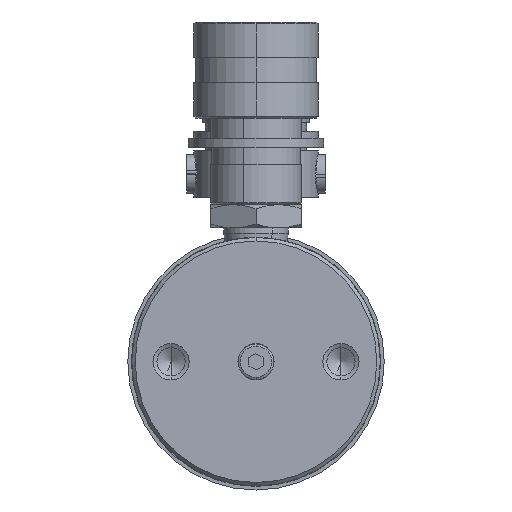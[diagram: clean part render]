
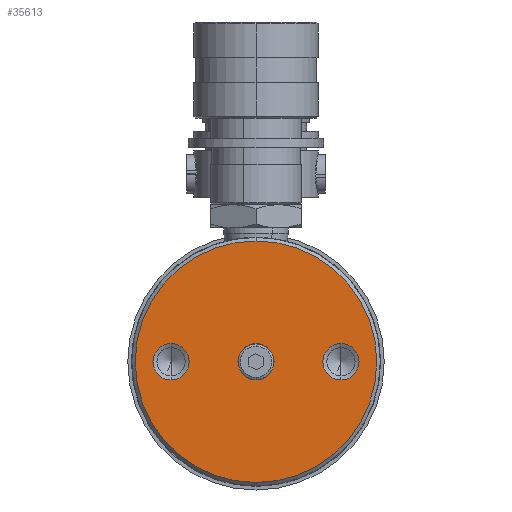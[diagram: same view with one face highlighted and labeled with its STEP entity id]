
A CAD part, front view. The second image highlights one B-rep face of the part: STEP entity #35613.
In plain terms, the highlighted planar face has unit normal (0, -1, 0).
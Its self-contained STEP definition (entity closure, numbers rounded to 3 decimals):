
#333 = DIRECTION ( 'NONE',  ( 0., -1., 0. ) ) ;
#393 = VERTEX_POINT ( 'NONE', #29758 ) ;
#3429 = CIRCLE ( 'NONE', #7288, 33.9 ) ;
#3684 = AXIS2_PLACEMENT_3D ( 'NONE', #16141, #47467, #20768 ) ;
#4915 = ORIENTED_EDGE ( 'NONE', *, *, #38516, .F. ) ;
#6003 = DIRECTION ( 'NONE',  ( 0., -1., 0. ) ) ;
#7288 = AXIS2_PLACEMENT_3D ( 'NONE', #7959, #39514, #12520 ) ;
#7959 = CARTESIAN_POINT ( 'NONE',  ( 0., 0., 0. ) ) ;
#8310 = CARTESIAN_POINT ( 'NONE',  ( -23.85, 0., 0. ) ) ;
#8669 = VERTEX_POINT ( 'NONE', #16794 ) ;
#9103 = DIRECTION ( 'NONE',  ( 0., -1., 0. ) ) ;
#9833 = CIRCLE ( 'NONE', #28547, 33.9 ) ;
#12520 = DIRECTION ( 'NONE',  ( 0., 0., 1. ) ) ;
#12570 = ORIENTED_EDGE ( 'NONE', *, *, #42068, .F. ) ;
#12875 = DIRECTION ( 'NONE',  ( 0., 0., -1. ) ) ;
#13412 = CARTESIAN_POINT ( 'NONE',  ( 23.85, 0., 0. ) ) ;
#13425 = VERTEX_POINT ( 'NONE', #42344 ) ;
#14860 = ORIENTED_EDGE ( 'NONE', *, *, #56838, .F. ) ;
#14870 = CARTESIAN_POINT ( 'NONE',  ( 23.85, 0., 0. ) ) ;
#15898 = VERTEX_POINT ( 'NONE', #18234 ) ;
#16109 = VERTEX_POINT ( 'NONE', #32325 ) ;
#16141 = CARTESIAN_POINT ( 'NONE',  ( -5.075, 0., 0. ) ) ;
#16772 = VERTEX_POINT ( 'NONE', #26845 ) ;
#16794 = CARTESIAN_POINT ( 'NONE',  ( -23.85, 0., -5.08 ) ) ;
#18000 = DIRECTION ( 'NONE',  ( 0., 0., -1. ) ) ;
#18209 = ORIENTED_EDGE ( 'NONE', *, *, #24768, .F. ) ;
#18234 = CARTESIAN_POINT ( 'NONE',  ( -23.85, 0., 5.08 ) ) ;
#19278 = AXIS2_PLACEMENT_3D ( 'NONE', #36098, #9103, #40660 ) ;
#19508 = DIRECTION ( 'NONE',  ( 0., 0., -1. ) ) ;
#20251 = EDGE_LOOP ( 'NONE', ( #23463, #36669 ) ) ;
#20392 = ORIENTED_EDGE ( 'NONE', *, *, #32306, .F. ) ;
#20569 = EDGE_CURVE ( 'NONE', #39363, #16109, #34010, .T. ) ;
#20768 = DIRECTION ( 'NONE',  ( 0., 0., 1. ) ) ;
#22499 = AXIS2_PLACEMENT_3D ( 'NONE', #53405, #26702, #57820 ) ;
#23463 = ORIENTED_EDGE ( 'NONE', *, *, #25187, .T. ) ;
#24168 = CIRCLE ( 'NONE', #32591, 5.075 ) ;
#24768 = EDGE_CURVE ( 'NONE', #16772, #42640, #24168, .T. ) ;
#25187 = EDGE_CURVE ( 'NONE', #393, #13425, #3429, .T. ) ;
#25534 = FACE_BOUND ( 'NONE', #47812, .T. ) ;
#25695 = EDGE_CURVE ( 'NONE', #13425, #393, #9833, .T. ) ;
#26702 = DIRECTION ( 'NONE',  ( 0., -1., 0. ) ) ;
#26845 = CARTESIAN_POINT ( 'NONE',  ( 0., 0., -5.075 ) ) ;
#27565 = CARTESIAN_POINT ( 'NONE',  ( 0., 0., 0. ) ) ;
#28547 = AXIS2_PLACEMENT_3D ( 'NONE', #27565, #333, #31984 ) ;
#29758 = CARTESIAN_POINT ( 'NONE',  ( 0., 0., 33.9 ) ) ;
#30476 = EDGE_LOOP ( 'NONE', ( #18209, #20392 ) ) ;
#31349 = AXIS2_PLACEMENT_3D ( 'NONE', #8310, #39851, #12875 ) ;
#31984 = DIRECTION ( 'NONE',  ( 0., 0., 1. ) ) ;
#32306 = EDGE_CURVE ( 'NONE', #42640, #16772, #49599, .T. ) ;
#32325 = CARTESIAN_POINT ( 'NONE',  ( 23.85, 0., 5.08 ) ) ;
#32591 = AXIS2_PLACEMENT_3D ( 'NONE', #33018, #6003, #37552 ) ;
#33018 = CARTESIAN_POINT ( 'NONE',  ( 0., 0., 0. ) ) ;
#34010 = CIRCLE ( 'NONE', #58252, 5.08 ) ;
#35613 = ADVANCED_FACE ( 'NONE', ( #25534, #47796, #37369, #35927 ), #51801, .F. ) ;
#35927 = FACE_BOUND ( 'NONE', #30476, .T. ) ;
#36098 = CARTESIAN_POINT ( 'NONE',  ( 0., 0., 0. ) ) ;
#36669 = ORIENTED_EDGE ( 'NONE', *, *, #25695, .T. ) ;
#37369 = FACE_OUTER_BOUND ( 'NONE', #20251, .T. ) ;
#37525 = AXIS2_PLACEMENT_3D ( 'NONE', #13412, #44821, #18000 ) ;
#37552 = DIRECTION ( 'NONE',  ( 0., 0., -1. ) ) ;
#38241 = CARTESIAN_POINT ( 'NONE',  ( 23.85, 0., -5.08 ) ) ;
#38516 = EDGE_CURVE ( 'NONE', #8669, #15898, #49807, .T. ) ;
#39363 = VERTEX_POINT ( 'NONE', #38241 ) ;
#39514 = DIRECTION ( 'NONE',  ( 0., -1., 0. ) ) ;
#39851 = DIRECTION ( 'NONE',  ( 0., -1., 0. ) ) ;
#40660 = DIRECTION ( 'NONE',  ( 0., 0., -1. ) ) ;
#41317 = ORIENTED_EDGE ( 'NONE', *, *, #20569, .F. ) ;
#42068 = EDGE_CURVE ( 'NONE', #16109, #39363, #57127, .T. ) ;
#42344 = CARTESIAN_POINT ( 'NONE',  ( 0., 0., -33.9 ) ) ;
#42640 = VERTEX_POINT ( 'NONE', #52001 ) ;
#44533 = CIRCLE ( 'NONE', #31349, 5.08 ) ;
#44821 = DIRECTION ( 'NONE',  ( 0., -1., 0. ) ) ;
#46223 = DIRECTION ( 'NONE',  ( 0., -1., 0. ) ) ;
#47467 = DIRECTION ( 'NONE',  ( 0., 1., 0. ) ) ;
#47796 = FACE_BOUND ( 'NONE', #50514, .T. ) ;
#47812 = EDGE_LOOP ( 'NONE', ( #41317, #12570 ) ) ;
#49599 = CIRCLE ( 'NONE', #19278, 5.075 ) ;
#49807 = CIRCLE ( 'NONE', #22499, 5.08 ) ;
#50514 = EDGE_LOOP ( 'NONE', ( #4915, #14860 ) ) ;
#51801 = PLANE ( 'NONE',  #3684 ) ;
#52001 = CARTESIAN_POINT ( 'NONE',  ( 0., 0., 5.075 ) ) ;
#53405 = CARTESIAN_POINT ( 'NONE',  ( -23.85, 0., 0. ) ) ;
#56838 = EDGE_CURVE ( 'NONE', #15898, #8669, #44533, .T. ) ;
#57127 = CIRCLE ( 'NONE', #37525, 5.08 ) ;
#57820 = DIRECTION ( 'NONE',  ( 0., 0., -1. ) ) ;
#58252 = AXIS2_PLACEMENT_3D ( 'NONE', #14870, #46223, #19508 ) ;
